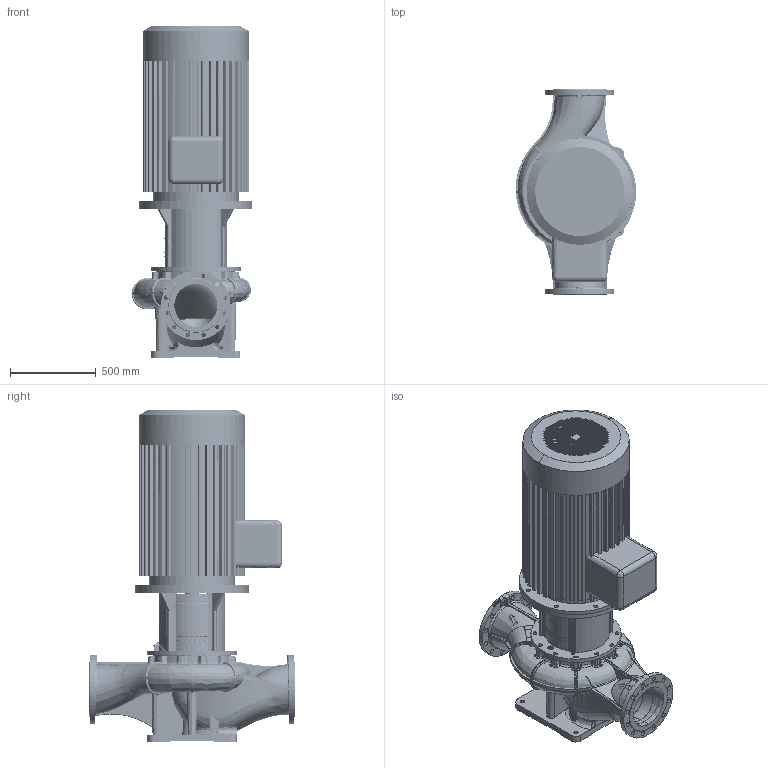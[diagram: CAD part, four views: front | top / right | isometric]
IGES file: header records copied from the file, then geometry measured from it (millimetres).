
Global section: file name: 015P2090 (RV 250-4654); native system: AutoCAD 2021 — Русский (Russian),62HAutod; preprocessor: esk Translation Framework DWG producer (atf_dwg_producer); organization: unknown; date: 20231024.210529; units: millimetre
Bounding box: 702.91 x 1200.01 x 1932 mm (x, y, z)
Volume: 376926652.7 mm3; surface area: 12722922.1 mm2
Topology: 32 solids, 32 shells, 5525 faces, 39427 edges, 35061 vertices
Faces by surface type: bspline 5321, revolution 204
